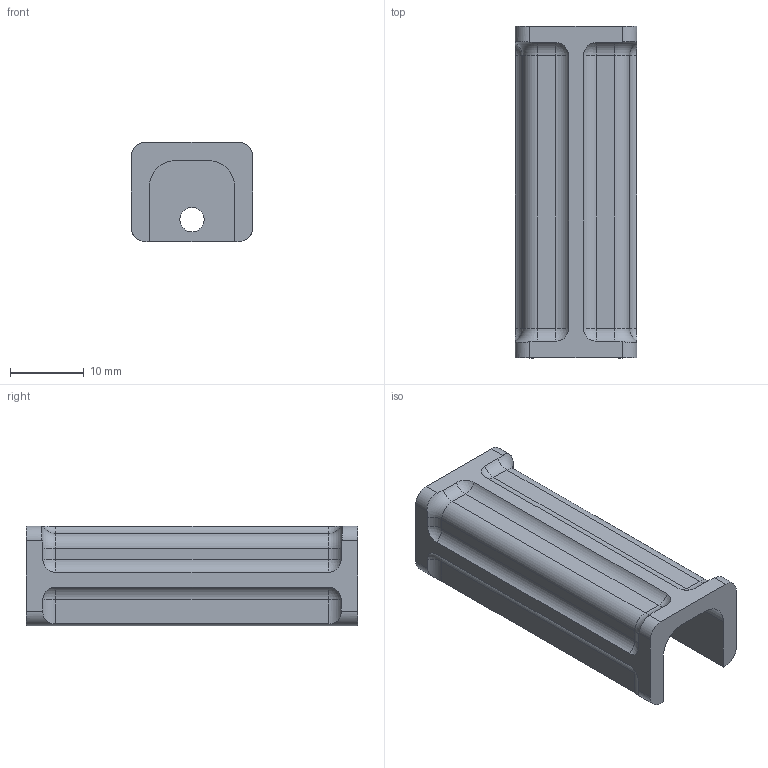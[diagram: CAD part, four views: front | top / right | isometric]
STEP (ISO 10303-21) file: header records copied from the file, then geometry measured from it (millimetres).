
FILE_DESCRIPTION(/* description */ (''),/* implementation_level */ '2;1');
FILE_NAME(/* name */ 'SprocketCover.step',/* time_stamp */ '2025-11-17T16:02:01+01:00',/* author */ (''),/* organization */ (''),/* preprocessor_version */ 'ST-DEVELOPER v20.1',/* originating_system */ 'Autodesk Translation Framework v14.21.0.0',/* authorisation */ '');
FILE_SCHEMA (('AUTOMOTIVE_DESIGN { 1 0 10303 214 3 1 1 }'));
Length unit declared in the file: millimetre
Products named in the file (1): Sprocket_cover
Bounding box: 16.5 x 45 x 13.5 mm (x, y, z)
Volume: 3244.4 mm3; surface area: 3776.1 mm2
Topology: 1 solids, 1 shells, 65 faces, 169 edges, 106 vertices
Faces by surface type: cylinder 29, plane 18, sphere 12, torus 4, cone 2
Full cylindrical faces by diameter (mm): 3.3 x1
Entity records: 2112 total; most frequent: CARTESIAN_POINT 473, DIRECTION 345, ORIENTED_EDGE 338, EDGE_CURVE 169, AXIS2_PLACEMENT_3D 130, VERTEX_POINT 106, LINE 85, VECTOR 85
